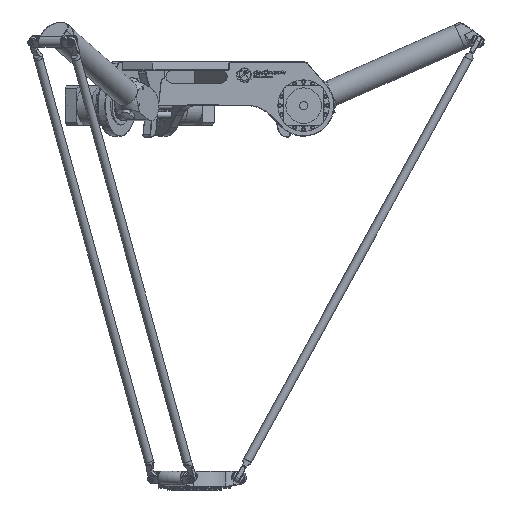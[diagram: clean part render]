
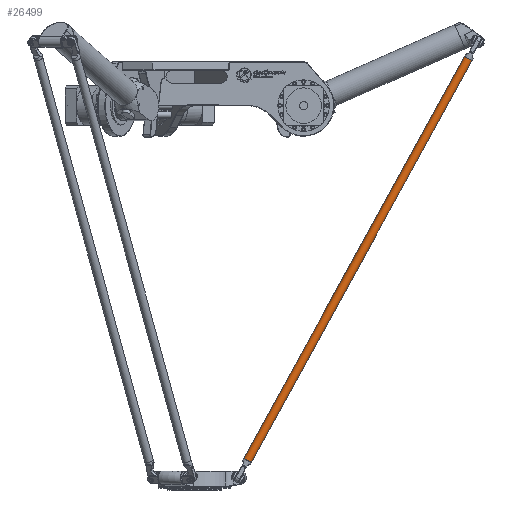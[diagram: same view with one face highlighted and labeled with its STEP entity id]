
A CAD part, front view. The second image highlights one B-rep face of the part: STEP entity #26499.
In plain terms, the highlighted cylindrical face has radius 10 mm (diameter 20 mm), a full revolution.
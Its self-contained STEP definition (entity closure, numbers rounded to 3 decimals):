
#838=FACE_BOUND('',#6163,.T.);
#2053=CIRCLE('',#29233,10.);
#2059=CIRCLE('',#29243,10.);
#2601=CYLINDRICAL_SURFACE('',#29314,10.);
#4101=FACE_OUTER_BOUND('',#6162,.T.);
#6162=EDGE_LOOP('',(#23189));
#6163=EDGE_LOOP('',(#23190));
#12881=VERTEX_POINT('',#51458);
#12887=VERTEX_POINT('',#51474);
#16291=EDGE_CURVE('',#12881,#12881,#2053,.T.);
#16297=EDGE_CURVE('',#12887,#12887,#2059,.T.);
#23189=ORIENTED_EDGE('',*,*,#16291,.T.);
#23190=ORIENTED_EDGE('',*,*,#16297,.T.);
#26499=ADVANCED_FACE('',(#4101,#838),#2601,.T.);
#29233=AXIS2_PLACEMENT_3D('',#51459,#36464,#36465);
#29243=AXIS2_PLACEMENT_3D('',#51475,#36484,#36485);
#29314=AXIS2_PLACEMENT_3D('',#51672,#36674,#36675);
#36464=DIRECTION('center_axis',(-1.,0.,0.));
#36465=DIRECTION('ref_axis',(0.,0.,1.));
#36484=DIRECTION('center_axis',(1.,0.,0.));
#36485=DIRECTION('ref_axis',(0.,0.,1.));
#36674=DIRECTION('center_axis',(-1.,0.,0.));
#36675=DIRECTION('ref_axis',(0.,0.,1.));
#51458=CARTESIAN_POINT('',(1094.9,0.,10.));
#51459=CARTESIAN_POINT('Origin',(1094.9,0.,0.));
#51474=CARTESIAN_POINT('',(45.1,0.,10.));
#51475=CARTESIAN_POINT('Origin',(45.1,0.,0.));
#51672=CARTESIAN_POINT('Origin',(1095.,0.,0.));
